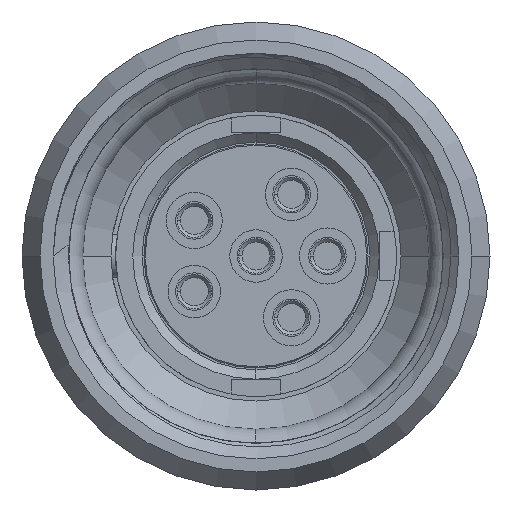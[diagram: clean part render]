
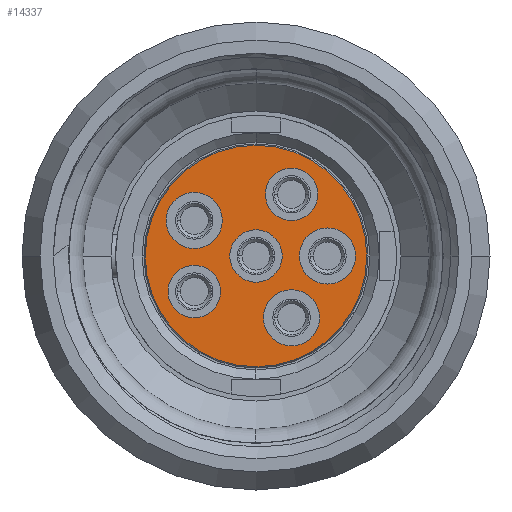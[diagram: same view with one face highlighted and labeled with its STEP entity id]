
A CAD part, left-side view. The second image highlights one B-rep face of the part: STEP entity #14337.
In plain terms, the highlighted planar face has unit normal (-1, 0, 0).
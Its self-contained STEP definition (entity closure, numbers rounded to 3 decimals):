
#4514=CARTESIAN_POINT('',(14.6,1.98,-1.14));
#4515=DIRECTION('',(-1.,0.,0.));
#4516=DIRECTION('',(0.,0.,1.));
#4517=AXIS2_PLACEMENT_3D('',#4514,#4515,#4516);
#4519=CARTESIAN_POINT('',(14.6,1.98,-1.14));
#4520=DIRECTION('',(-1.,0.,0.));
#4521=DIRECTION('',(0.,0.,-1.));
#4522=AXIS2_PLACEMENT_3D('',#4519,#4520,#4521);
#4524=CARTESIAN_POINT('',(14.6,-1.14,-1.98));
#4525=DIRECTION('',(-1.,0.,0.));
#4526=DIRECTION('',(0.,0.,1.));
#4527=AXIS2_PLACEMENT_3D('',#4524,#4525,#4526);
#4529=CARTESIAN_POINT('',(14.6,-1.14,-1.98));
#4530=DIRECTION('',(-1.,0.,0.));
#4531=DIRECTION('',(0.,0.,-1.));
#4532=AXIS2_PLACEMENT_3D('',#4529,#4530,#4531);
#4534=CARTESIAN_POINT('',(14.6,-2.29,-0.001));
#4535=DIRECTION('',(-1.,0.,0.));
#4536=DIRECTION('',(0.,0.,1.));
#4537=AXIS2_PLACEMENT_3D('',#4534,#4535,#4536);
#4539=CARTESIAN_POINT('',(14.6,-2.29,-0.001));
#4540=DIRECTION('',(-1.,0.,0.));
#4541=DIRECTION('',(0.,0.,-1.));
#4542=AXIS2_PLACEMENT_3D('',#4539,#4540,#4541);
#4544=CARTESIAN_POINT('',(14.6,0.,0.));
#4545=DIRECTION('',(-1.,0.,0.));
#4546=DIRECTION('',(0.,0.,1.));
#4547=AXIS2_PLACEMENT_3D('',#4544,#4545,#4546);
#4549=CARTESIAN_POINT('',(14.6,0.,0.));
#4550=DIRECTION('',(-1.,0.,0.));
#4551=DIRECTION('',(0.,0.,-1.));
#4552=AXIS2_PLACEMENT_3D('',#4549,#4550,#4551);
#4554=CARTESIAN_POINT('',(14.6,-1.14,1.98));
#4555=DIRECTION('',(-1.,0.,0.));
#4556=DIRECTION('',(0.,0.,1.));
#4557=AXIS2_PLACEMENT_3D('',#4554,#4555,#4556);
#4559=CARTESIAN_POINT('',(14.6,-1.14,1.98));
#4560=DIRECTION('',(-1.,0.,0.));
#4561=DIRECTION('',(0.,0.,-1.));
#4562=AXIS2_PLACEMENT_3D('',#4559,#4560,#4561);
#4564=CARTESIAN_POINT('',(14.6,1.98,1.14));
#4565=DIRECTION('',(-1.,0.,0.));
#4566=DIRECTION('',(0.,0.,1.));
#4567=AXIS2_PLACEMENT_3D('',#4564,#4565,#4566);
#4569=CARTESIAN_POINT('',(14.6,1.98,1.14));
#4570=DIRECTION('',(-1.,0.,0.));
#4571=DIRECTION('',(0.,0.,-1.));
#4572=AXIS2_PLACEMENT_3D('',#4569,#4570,#4571);
#4578=CARTESIAN_POINT('',(14.6,0.,0.));
#4579=DIRECTION('',(1.,0.,0.));
#4580=DIRECTION('',(0.,0.,1.));
#4581=AXIS2_PLACEMENT_3D('',#4578,#4579,#4580);
#4617=CARTESIAN_POINT('',(14.6,0.,0.));
#4618=DIRECTION('',(-1.,0.,0.));
#4619=DIRECTION('',(0.,0.,1.));
#4620=AXIS2_PLACEMENT_3D('',#4617,#4618,#4619);
#6713=CARTESIAN_POINT('',(14.6,-0.001,3.55));
#6714=CARTESIAN_POINT('',(14.6,0.001,-3.55));
#6715=VERTEX_POINT('',#6713);
#6716=VERTEX_POINT('',#6714);
#6717=CARTESIAN_POINT('',(14.6,1.98,-0.3));
#6718=CARTESIAN_POINT('',(14.6,1.98,-1.98));
#6719=VERTEX_POINT('',#6717);
#6720=VERTEX_POINT('',#6718);
#6721=CARTESIAN_POINT('',(14.6,-1.14,-1.08));
#6722=CARTESIAN_POINT('',(14.6,-1.139,-2.88));
#6723=VERTEX_POINT('',#6721);
#6724=VERTEX_POINT('',#6722);
#6725=CARTESIAN_POINT('',(14.6,-2.29,0.899));
#6726=CARTESIAN_POINT('',(14.6,-2.29,-0.901));
#6727=VERTEX_POINT('',#6725);
#6728=VERTEX_POINT('',#6726);
#6729=CARTESIAN_POINT('',(14.6,0.,0.84));
#6730=CARTESIAN_POINT('',(14.6,0.,-0.84));
#6731=VERTEX_POINT('',#6729);
#6732=VERTEX_POINT('',#6730);
#6733=CARTESIAN_POINT('',(14.6,-1.141,2.82));
#6734=CARTESIAN_POINT('',(14.6,-1.14,1.14));
#6735=VERTEX_POINT('',#6733);
#6736=VERTEX_POINT('',#6734);
#6737=CARTESIAN_POINT('',(14.6,1.98,2.04));
#6738=CARTESIAN_POINT('',(14.6,1.98,0.24));
#6739=VERTEX_POINT('',#6737);
#6740=VERTEX_POINT('',#6738);
#14292=CARTESIAN_POINT('',(14.6,0.,0.));
#14293=DIRECTION('',(-1.,0.,0.));
#14294=DIRECTION('',(0.,0.,-1.));
#14295=AXIS2_PLACEMENT_3D('',#14292,#14293,#14294);
#14296=PLANE('537',#14295);
#14298=ORIENTED_EDGE('1639',*,*,#14297,.T.);
#14300=ORIENTED_EDGE('1638',*,*,#14299,.F.);
#14301=EDGE_LOOP('537',(#14298,#14300));
#14302=FACE_OUTER_BOUND('537',#14301,.F.);
#14303=ORIENTED_EDGE('1650',*,*,#14272,.T.);
#14304=ORIENTED_EDGE('1651',*,*,#14286,.T.);
#14305=EDGE_LOOP('537',(#14303,#14304));
#14306=FACE_BOUND('537',#14305,.F.);
#14308=ORIENTED_EDGE('1652',*,*,#14307,.T.);
#14310=ORIENTED_EDGE('1653',*,*,#14309,.T.);
#14311=EDGE_LOOP('537',(#14308,#14310));
#14312=FACE_BOUND('537',#14311,.F.);
#14314=ORIENTED_EDGE('1654',*,*,#14313,.T.);
#14316=ORIENTED_EDGE('1655',*,*,#14315,.T.);
#14317=EDGE_LOOP('537',(#14314,#14316));
#14318=FACE_BOUND('537',#14317,.F.);
#14320=ORIENTED_EDGE('1656',*,*,#14319,.T.);
#14322=ORIENTED_EDGE('1657',*,*,#14321,.T.);
#14323=EDGE_LOOP('537',(#14320,#14322));
#14324=FACE_BOUND('537',#14323,.F.);
#14326=ORIENTED_EDGE('1658',*,*,#14325,.T.);
#14328=ORIENTED_EDGE('1659',*,*,#14327,.T.);
#14329=EDGE_LOOP('537',(#14326,#14328));
#14330=FACE_BOUND('537',#14329,.F.);
#14332=ORIENTED_EDGE('1682',*,*,#14331,.T.);
#14334=ORIENTED_EDGE('1683',*,*,#14333,.T.);
#14335=EDGE_LOOP('537',(#14332,#14334));
#14336=FACE_BOUND('537',#14335,.F.);
#4518=CIRCLE('1650',#4517,0.84);
#4523=CIRCLE('1651',#4522,0.84);
#4528=CIRCLE('1652',#4527,0.9);
#4533=CIRCLE('1653',#4532,0.9);
#4538=CIRCLE('1654',#4537,0.9);
#4543=CIRCLE('1655',#4542,0.9);
#4548=CIRCLE('1656',#4547,0.84);
#4553=CIRCLE('1657',#4552,0.84);
#4558=CIRCLE('1658',#4557,0.84);
#4563=CIRCLE('1659',#4562,0.84);
#4568=CIRCLE('1682',#4567,0.9);
#4573=CIRCLE('1683',#4572,0.9);
#4582=CIRCLE('1639',#4581,3.55);
#4621=CIRCLE('1638',#4620,3.55);
#14272=EDGE_CURVE('1650',#6719,#6720,#4518,.T.);
#14286=EDGE_CURVE('1651',#6720,#6719,#4523,.T.);
#14297=EDGE_CURVE('1639',#6715,#6716,#4582,.T.);
#14299=EDGE_CURVE('1638',#6715,#6716,#4621,.T.);
#14307=EDGE_CURVE('1652',#6723,#6724,#4528,.T.);
#14309=EDGE_CURVE('1653',#6724,#6723,#4533,.T.);
#14313=EDGE_CURVE('1654',#6727,#6728,#4538,.T.);
#14315=EDGE_CURVE('1655',#6728,#6727,#4543,.T.);
#14319=EDGE_CURVE('1656',#6731,#6732,#4548,.T.);
#14321=EDGE_CURVE('1657',#6732,#6731,#4553,.T.);
#14325=EDGE_CURVE('1658',#6735,#6736,#4558,.T.);
#14327=EDGE_CURVE('1659',#6736,#6735,#4563,.T.);
#14331=EDGE_CURVE('1682',#6739,#6740,#4568,.T.);
#14333=EDGE_CURVE('1683',#6740,#6739,#4573,.T.);
#14337=ADVANCED_FACE('537',(#14302,#14306,#14312,#14318,#14324,#14330,#14336),
#14296,.T.);
